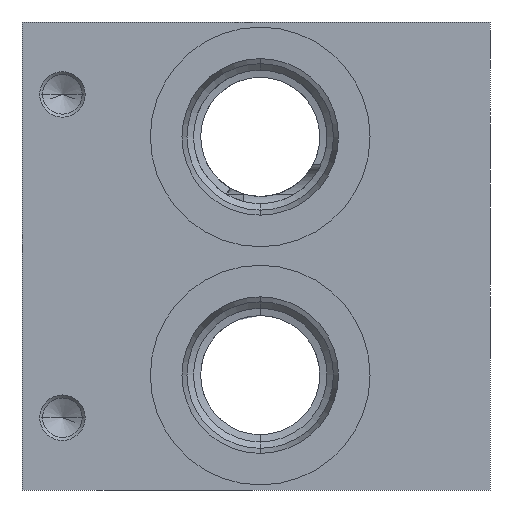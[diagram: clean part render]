
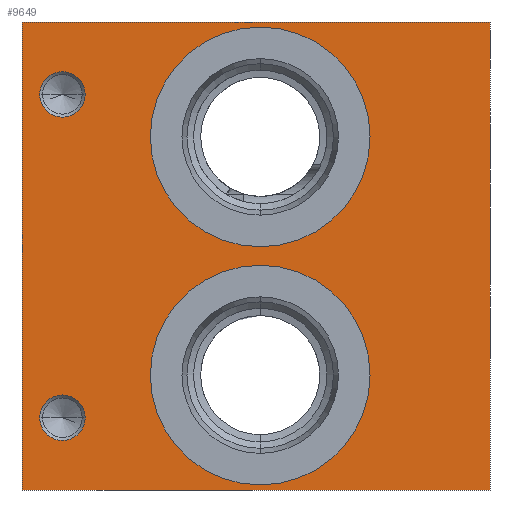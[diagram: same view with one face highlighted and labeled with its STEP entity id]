
A CAD part, front view. The second image highlights one B-rep face of the part: STEP entity #9649.
In plain terms, the highlighted planar face has unit normal (0, -1, 0).
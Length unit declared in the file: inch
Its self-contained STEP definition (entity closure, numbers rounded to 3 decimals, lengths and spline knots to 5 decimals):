
#5=DIRECTION('',(1.,0.,0.));
#6=VECTOR('',#5,3.438);
#7=CARTESIAN_POINT('',(0.,-16.25,0.));
#8=LINE('',#7,#6);
#75=DIRECTION('',(0.,0.,1.));
#76=VECTOR('',#75,3.438);
#77=CARTESIAN_POINT('',(3.438,-16.25,0.));
#78=LINE('',#77,#76);
#529=DIRECTION('',(0.,0.,1.));
#530=VECTOR('',#529,3.438);
#531=CARTESIAN_POINT('',(0.,-16.25,0.));
#532=LINE('',#531,#530);
#533=CARTESIAN_POINT('',(0.297,-16.25,0.531));
#534=DIRECTION('',(0.,1.,0.));
#535=DIRECTION('',(-1.,0.,0.));
#536=AXIS2_PLACEMENT_3D('',#533,#534,#535);
#538=CARTESIAN_POINT('',(0.297,-16.25,0.531));
#539=DIRECTION('',(0.,1.,0.));
#540=DIRECTION('',(1.,0.,0.));
#541=AXIS2_PLACEMENT_3D('',#538,#539,#540);
#543=CARTESIAN_POINT('',(0.297,-16.25,2.906));
#544=DIRECTION('',(0.,1.,0.));
#545=DIRECTION('',(-1.,0.,0.));
#546=AXIS2_PLACEMENT_3D('',#543,#544,#545);
#548=CARTESIAN_POINT('',(0.297,-16.25,2.906));
#549=DIRECTION('',(0.,1.,0.));
#550=DIRECTION('',(1.,0.,0.));
#551=AXIS2_PLACEMENT_3D('',#548,#549,#550);
#553=CARTESIAN_POINT('',(1.75,-16.25,0.844));
#554=DIRECTION('',(0.,1.,0.));
#555=DIRECTION('',(0.,0.,-1.));
#556=AXIS2_PLACEMENT_3D('',#553,#554,#555);
#558=CARTESIAN_POINT('',(1.75,-16.25,0.844));
#559=DIRECTION('',(0.,1.,0.));
#560=DIRECTION('',(0.,0.,1.));
#561=AXIS2_PLACEMENT_3D('',#558,#559,#560);
#563=CARTESIAN_POINT('',(1.75,-16.25,2.594));
#564=DIRECTION('',(0.,1.,0.));
#565=DIRECTION('',(0.,0.,-1.));
#566=AXIS2_PLACEMENT_3D('',#563,#564,#565);
#568=CARTESIAN_POINT('',(1.75,-16.25,2.594));
#569=DIRECTION('',(0.,1.,0.));
#570=DIRECTION('',(0.,0.,1.));
#571=AXIS2_PLACEMENT_3D('',#568,#569,#570);
#585=DIRECTION('',(1.,0.,0.));
#586=VECTOR('',#585,3.438);
#587=CARTESIAN_POINT('',(0.,-16.25,3.438));
#588=LINE('',#587,#586);
#7800=CARTESIAN_POINT('',(0.,-16.25,0.));
#7802=VERTEX_POINT('',#7800);
#7803=CARTESIAN_POINT('',(3.438,-16.25,0.));
#7804=VERTEX_POINT('',#7803);
#7808=CARTESIAN_POINT('',(0.,-16.25,3.438));
#7810=VERTEX_POINT('',#7808);
#7811=CARTESIAN_POINT('',(3.438,-16.25,3.438));
#7812=VERTEX_POINT('',#7811);
#8719=CARTESIAN_POINT('',(0.13,-16.25,0.531));
#8721=VERTEX_POINT('',#8719);
#8723=CARTESIAN_POINT('',(0.464,-16.25,0.531));
#8725=VERTEX_POINT('',#8723);
#8733=CARTESIAN_POINT('',(0.13,-16.25,2.906));
#8735=VERTEX_POINT('',#8733);
#8737=CARTESIAN_POINT('',(0.464,-16.25,2.906));
#8739=VERTEX_POINT('',#8737);
#8741=CARTESIAN_POINT('',(1.75,-16.25,0.037));
#8743=VERTEX_POINT('',#8741);
#8745=CARTESIAN_POINT('',(1.75,-16.25,1.651));
#8747=VERTEX_POINT('',#8745);
#8797=CARTESIAN_POINT('',(1.75,-16.25,1.787));
#8799=VERTEX_POINT('',#8797);
#8801=CARTESIAN_POINT('',(1.75,-16.25,3.401));
#8803=VERTEX_POINT('',#8801);
#9613=CARTESIAN_POINT('',(0.,-16.25,0.));
#9614=DIRECTION('',(0.,-1.,0.));
#9615=DIRECTION('',(1.,0.,0.));
#9616=AXIS2_PLACEMENT_3D('',#9613,#9614,#9615);
#9617=PLANE('',#9616);
#9618=ORIENTED_EDGE('',*,*,#9261,.F.);
#9619=ORIENTED_EDGE('',*,*,#9286,.T.);
#9621=ORIENTED_EDGE('',*,*,#9620,.T.);
#9622=ORIENTED_EDGE('',*,*,#9335,.F.);
#9623=EDGE_LOOP('',(#9618,#9619,#9621,#9622));
#9624=FACE_OUTER_BOUND('',#9623,.F.);
#9626=ORIENTED_EDGE('',*,*,#9625,.F.);
#9628=ORIENTED_EDGE('',*,*,#9627,.F.);
#9629=EDGE_LOOP('',(#9626,#9628));
#9630=FACE_BOUND('',#9629,.F.);
#9632=ORIENTED_EDGE('',*,*,#9631,.F.);
#9634=ORIENTED_EDGE('',*,*,#9633,.F.);
#9635=EDGE_LOOP('',(#9632,#9634));
#9636=FACE_BOUND('',#9635,.F.);
#9638=ORIENTED_EDGE('',*,*,#9637,.F.);
#9640=ORIENTED_EDGE('',*,*,#9639,.F.);
#9641=EDGE_LOOP('',(#9638,#9640));
#9642=FACE_BOUND('',#9641,.F.);
#9644=ORIENTED_EDGE('',*,*,#9643,.F.);
#9646=ORIENTED_EDGE('',*,*,#9645,.F.);
#9647=EDGE_LOOP('',(#9644,#9646));
#9648=FACE_BOUND('',#9647,.F.);
#9649=ADVANCED_FACE('',(#9624,#9630,#9636,#9642,#9648),#9617,.T.);
#537=CIRCLE('',#536,0.167);
#542=CIRCLE('',#541,0.167);
#547=CIRCLE('',#546,0.167);
#552=CIRCLE('',#551,0.167);
#557=CIRCLE('',#556,0.807);
#562=CIRCLE('',#561,0.807);
#567=CIRCLE('',#566,0.807);
#572=CIRCLE('',#571,0.807);
#9261=EDGE_CURVE('',#7802,#7804,#8,.T.);
#9286=EDGE_CURVE('',#7802,#7810,#532,.T.);
#9335=EDGE_CURVE('',#7804,#7812,#78,.T.);
#9620=EDGE_CURVE('',#7810,#7812,#588,.T.);
#9625=EDGE_CURVE('',#8721,#8725,#537,.T.);
#9627=EDGE_CURVE('',#8725,#8721,#542,.T.);
#9631=EDGE_CURVE('',#8735,#8739,#547,.T.);
#9633=EDGE_CURVE('',#8739,#8735,#552,.T.);
#9637=EDGE_CURVE('',#8743,#8747,#557,.T.);
#9639=EDGE_CURVE('',#8747,#8743,#562,.T.);
#9643=EDGE_CURVE('',#8799,#8803,#567,.T.);
#9645=EDGE_CURVE('',#8803,#8799,#572,.T.);
